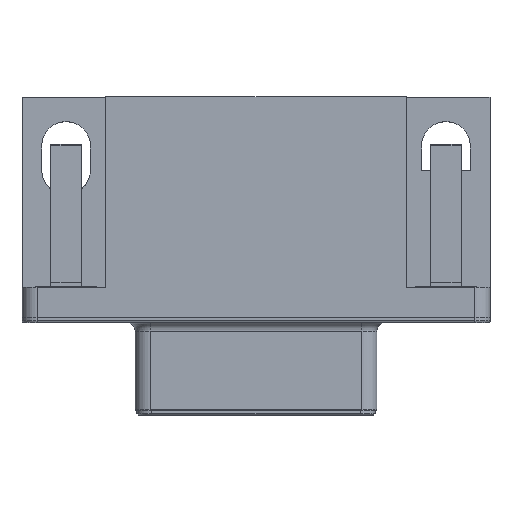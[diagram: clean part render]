
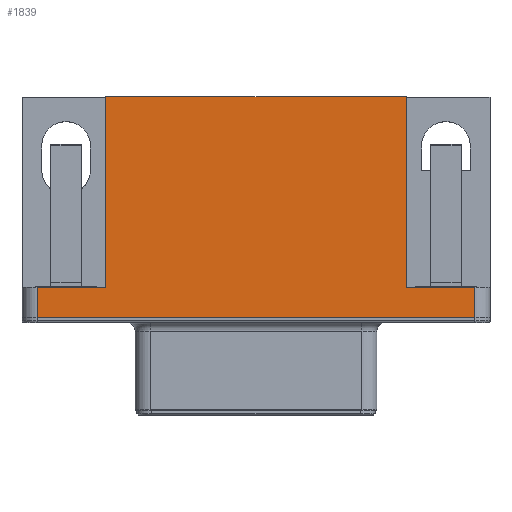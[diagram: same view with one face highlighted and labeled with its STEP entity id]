
A CAD part, top view. The second image highlights one B-rep face of the part: STEP entity #1839.
In plain terms, the highlighted planar face has unit normal (0, 0, 1).
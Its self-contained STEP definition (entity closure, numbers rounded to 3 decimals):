
#1332 = VERTEX_POINT('',#1333);
#1333 = CARTESIAN_POINT('',(8.86,-12.74,12.5));
#1380 = VERTEX_POINT('',#1381);
#1381 = CARTESIAN_POINT('',(-19.94,-12.74,12.5));
#1387 = EDGE_CURVE('',#1332,#1380,#1388,.T.);
#1388 = LINE('',#1389,#1390);
#1389 = CARTESIAN_POINT('',(9.86,-12.74,12.5));
#1390 = VECTOR('',#1391,1.);
#1391 = DIRECTION('',(-1.,0.,0.));
#1763 = EDGE_CURVE('',#1332,#1764,#1766,.T.);
#1764 = VERTEX_POINT('',#1765);
#1765 = CARTESIAN_POINT('',(8.86,-10.74,12.5));
#1766 = LINE('',#1767,#1768);
#1767 = CARTESIAN_POINT('',(8.86,-12.74,12.5));
#1768 = VECTOR('',#1769,1.);
#1769 = DIRECTION('',(0.,1.,0.));
#1839 = ADVANCED_FACE('',(#1840),#1890,.T.);
#1840 = FACE_BOUND('',#1841,.T.);
#1841 = EDGE_LOOP('',(#1842,#1843,#1844,#1852,#1860,#1868,#1876,#1884));
#1842 = ORIENTED_EDGE('',*,*,#1387,.F.);
#1843 = ORIENTED_EDGE('',*,*,#1763,.T.);
#1844 = ORIENTED_EDGE('',*,*,#1845,.F.);
#1845 = EDGE_CURVE('',#1846,#1764,#1848,.T.);
#1846 = VERTEX_POINT('',#1847);
#1847 = CARTESIAN_POINT('',(4.36,-10.74,12.5));
#1848 = LINE('',#1849,#1850);
#1849 = CARTESIAN_POINT('',(8.86,-10.74,12.5));
#1850 = VECTOR('',#1851,1.);
#1851 = DIRECTION('',(1.,0.,0.));
#1852 = ORIENTED_EDGE('',*,*,#1853,.F.);
#1853 = EDGE_CURVE('',#1854,#1846,#1856,.T.);
#1854 = VERTEX_POINT('',#1855);
#1855 = CARTESIAN_POINT('',(4.36,1.8,12.5));
#1856 = LINE('',#1857,#1858);
#1857 = CARTESIAN_POINT('',(4.36,-11.74,12.5));
#1858 = VECTOR('',#1859,1.);
#1859 = DIRECTION('',(0.,-1.,0.));
#1860 = ORIENTED_EDGE('',*,*,#1861,.T.);
#1861 = EDGE_CURVE('',#1854,#1862,#1864,.T.);
#1862 = VERTEX_POINT('',#1863);
#1863 = CARTESIAN_POINT('',(-15.44,1.8,12.5));
#1864 = LINE('',#1865,#1866);
#1865 = CARTESIAN_POINT('',(9.86,1.8,12.5));
#1866 = VECTOR('',#1867,1.);
#1867 = DIRECTION('',(-1.,0.,0.));
#1868 = ORIENTED_EDGE('',*,*,#1869,.F.);
#1869 = EDGE_CURVE('',#1870,#1862,#1872,.T.);
#1870 = VERTEX_POINT('',#1871);
#1871 = CARTESIAN_POINT('',(-15.44,-10.74,12.5));
#1872 = LINE('',#1873,#1874);
#1873 = CARTESIAN_POINT('',(-15.44,-11.74,12.5));
#1874 = VECTOR('',#1875,1.);
#1875 = DIRECTION('',(0.,1.,0.));
#1876 = ORIENTED_EDGE('',*,*,#1877,.F.);
#1877 = EDGE_CURVE('',#1878,#1870,#1880,.T.);
#1878 = VERTEX_POINT('',#1879);
#1879 = CARTESIAN_POINT('',(-19.94,-10.74,12.5));
#1880 = LINE('',#1881,#1882);
#1881 = CARTESIAN_POINT('',(-4.54,-10.74,12.5));
#1882 = VECTOR('',#1883,1.);
#1883 = DIRECTION('',(1.,0.,0.));
#1884 = ORIENTED_EDGE('',*,*,#1885,.F.);
#1885 = EDGE_CURVE('',#1380,#1878,#1886,.T.);
#1886 = LINE('',#1887,#1888);
#1887 = CARTESIAN_POINT('',(-19.94,-12.74,12.5));
#1888 = VECTOR('',#1889,1.);
#1889 = DIRECTION('',(0.,1.,0.));
#1890 = PLANE('',#1891);
#1891 = AXIS2_PLACEMENT_3D('',#1892,#1893,#1894);
#1892 = CARTESIAN_POINT('',(9.86,-12.74,12.5));
#1893 = DIRECTION('',(0.,0.,1.));
#1894 = DIRECTION('',(-1.,0.,0.));
